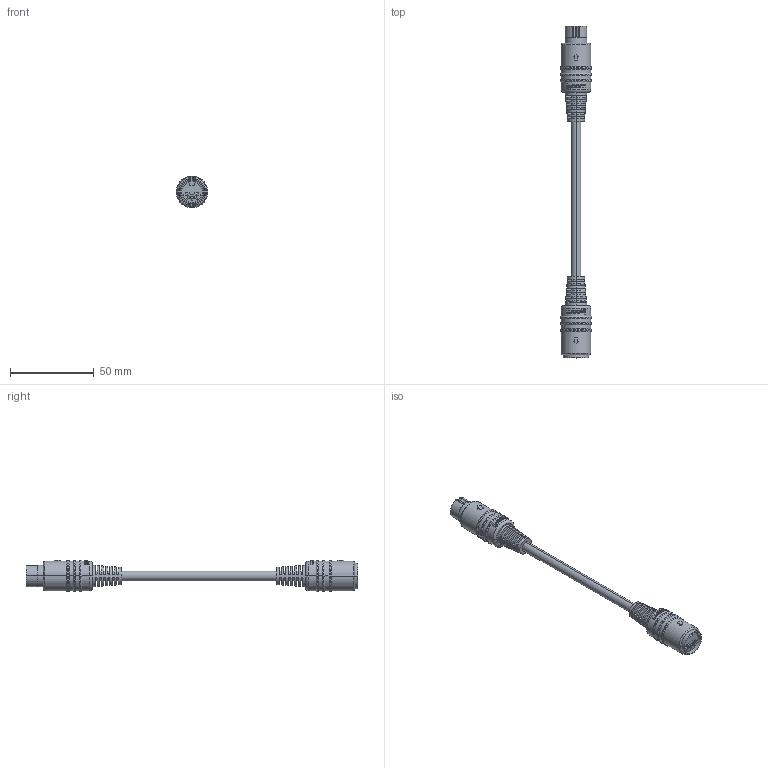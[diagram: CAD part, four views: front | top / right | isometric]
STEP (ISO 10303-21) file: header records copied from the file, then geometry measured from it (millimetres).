
FILE_DESCRIPTION (( 'STEP AP203' ), '1' );
FILE_NAME ('DK225MF.STEP', '2013-03-18T15:48:04', ( 'x' ), ( '' ), 'SwSTEP 2.0', 'SolidWorks 2012', '' );
FILE_SCHEMA (( 'CONFIG_CONTROL_DESIGN' ));
Length unit declared in the file: inch
Products named in the file (9): DK225MF; 3AB07-057_MALE w MTN-229 overmold body; MTN-230; 1AA03-007; 3AB07-057_Female w MTN-229 overmold body; MTN-215; 1AA03-008; MTN-229; 3AC03-012_5" length
Assembly tree (9 placements, depth 3):
  DK225MF
    3AC03-012_5" length
    3AB07-057_Female w MTN-229 overmold body
      MTN-229
      1AA03-008
      MTN-215
    3AB07-057_MALE w MTN-229 overmold body
      1AA03-007
      MTN-230
      MTN-229
Bounding box: 18.8 x 197.87 x 18.8 mm (x, y, z)
Volume: 25011.2 mm3; surface area: 17420.3 mm2
Topology: 9 solids, 9 shells, 758 faces, 2028 edges, 1326 vertices
Faces by surface type: plane 393, cylinder 203, bspline 104, torus 40, cone 18
Entity records: 22947 total; most frequent: CARTESIAN_POINT 7844, ORIENTED_EDGE 3098, DIRECTION 2674, EDGE_CURVE 1549, VERTEX_POINT 1016, LINE 898, VECTOR 898, AXIS2_PLACEMENT_3D 888
